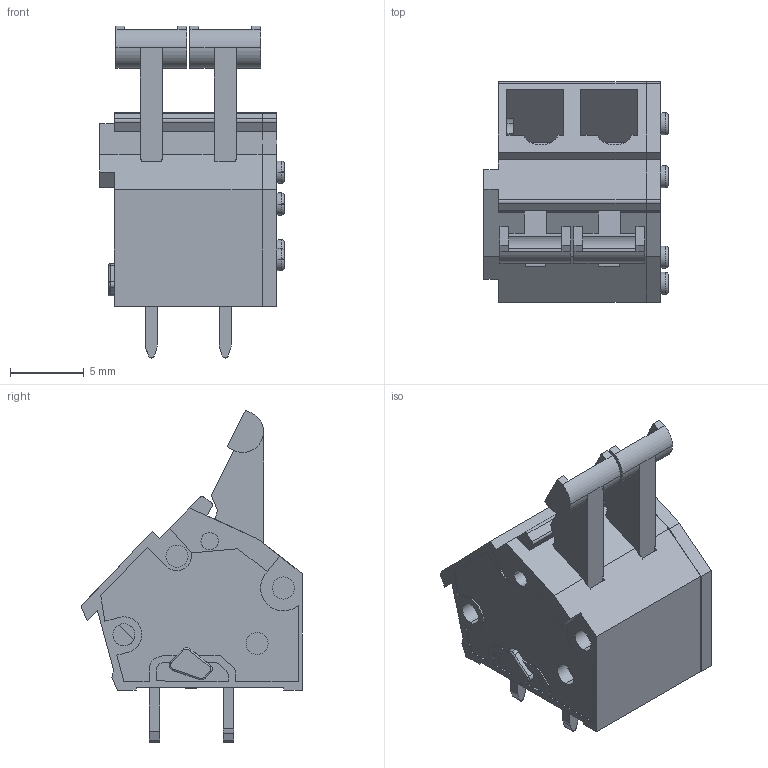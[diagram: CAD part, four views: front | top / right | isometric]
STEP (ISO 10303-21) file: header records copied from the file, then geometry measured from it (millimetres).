
FILE_DESCRIPTION(('STEP AP214'),'1');
FILE_NAME('CONN-TH_XY115A-5.0-2P.stp','2021-08-18T18:34:01',(' '),(' '),'Spatial InterOp 3D',' ',' ');
FILE_SCHEMA(('AUTOMOTIVE_DESIGN { 1 0 10303 214 1 1 1 1 }'));
Length unit declared in the file: millimetre
Products named in the file (1): PRT0001
Bounding box: 12.5 x 14.92 x 22.48 mm (x, y, z)
Volume: 1380.1 mm3; surface area: 1660.1 mm2
Topology: 2 solids, 2 shells, 386 faces, 1062 edges, 698 vertices
Faces by surface type: plane 288, cylinder 78, torus 20
Entity records: 15300 total; most frequent: CARTESIAN_POINT 2148, ORIENTED_EDGE 2124, DIRECTION 2040, EDGE_CURVE 1062, LINE 860, VECTOR 860, VERTEX_POINT 698, AXIS2_PLACEMENT_3D 590
